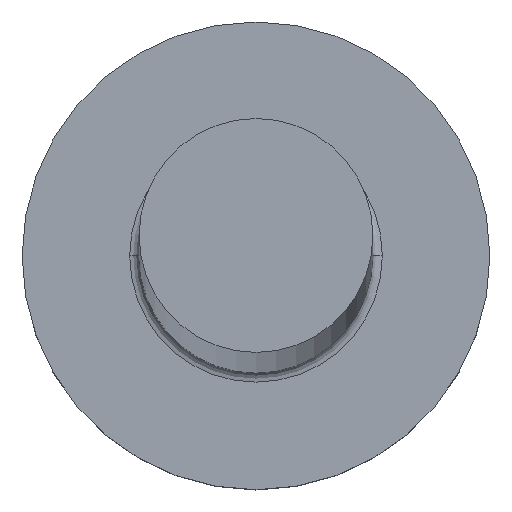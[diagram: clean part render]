
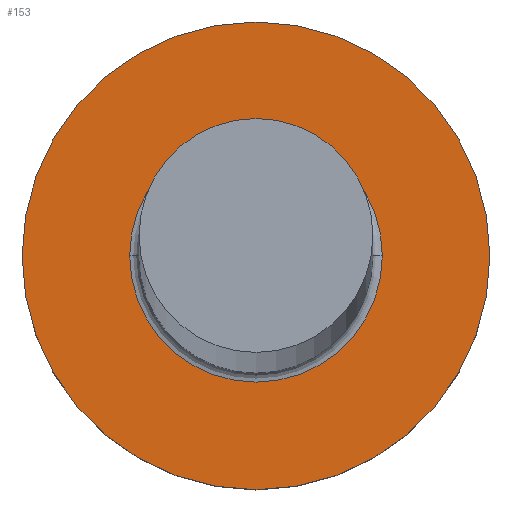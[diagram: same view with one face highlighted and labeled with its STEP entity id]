
A CAD part, top view. The second image highlights one B-rep face of the part: STEP entity #153.
In plain terms, the highlighted planar face has unit normal (0, 0, 1).
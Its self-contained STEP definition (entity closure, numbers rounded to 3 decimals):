
#12 = CIRCLE ( 'NONE', #43, 5. ) ;
#14 = ORIENTED_EDGE ( 'NONE', *, *, #284, .T. ) ;
#18 = AXIS2_PLACEMENT_3D ( 'NONE', #90, #254, #47 ) ;
#21 = CARTESIAN_POINT ( 'NONE',  ( 0., 0., 3. ) ) ;
#22 = DIRECTION ( 'NONE',  ( 0., 0., -1. ) ) ;
#23 = AXIS2_PLACEMENT_3D ( 'NONE', #208, #89, #235 ) ;
#28 = ORIENTED_EDGE ( 'NONE', *, *, #179, .T. ) ;
#31 = VERTEX_POINT ( 'NONE', #32 ) ;
#32 = CARTESIAN_POINT ( 'NONE',  ( -5., 0., 3. ) ) ;
#38 = ORIENTED_EDGE ( 'NONE', *, *, #126, .T. ) ;
#42 = CARTESIAN_POINT ( 'NONE',  ( 5., 0., 3. ) ) ;
#43 = AXIS2_PLACEMENT_3D ( 'NONE', #21, #114, #304 ) ;
#46 = DIRECTION ( 'NONE',  ( 1., 0., 0. ) ) ;
#47 = DIRECTION ( 'NONE',  ( 1., 0., 0. ) ) ;
#51 = DIRECTION ( 'NONE',  ( 0., 0., 1. ) ) ;
#88 = CARTESIAN_POINT ( 'NONE',  ( 0., 0., 3. ) ) ;
#89 = DIRECTION ( 'NONE',  ( 0., 0., -1. ) ) ;
#90 = CARTESIAN_POINT ( 'NONE',  ( 0., 0., 3. ) ) ;
#95 = CARTESIAN_POINT ( 'NONE',  ( 0., 0., 3. ) ) ;
#108 = EDGE_LOOP ( 'NONE', ( #195, #38 ) ) ;
#110 = CIRCLE ( 'NONE', #184, 5. ) ;
#114 = DIRECTION ( 'NONE',  ( 0., 0., 1. ) ) ;
#122 = VERTEX_POINT ( 'NONE', #276 ) ;
#126 = EDGE_CURVE ( 'NONE', #122, #150, #215, .T. ) ;
#134 = FACE_OUTER_BOUND ( 'NONE', #249, .T. ) ;
#138 = PLANE ( 'NONE',  #18 ) ;
#150 = VERTEX_POINT ( 'NONE', #180 ) ;
#153 = ADVANCED_FACE ( 'NONE', ( #256, #134 ), #138, .T. ) ;
#164 = VERTEX_POINT ( 'NONE', #42 ) ;
#179 = EDGE_CURVE ( 'NONE', #164, #31, #12, .T. ) ;
#180 = CARTESIAN_POINT ( 'NONE',  ( 2.7, 0., 3. ) ) ;
#184 = AXIS2_PLACEMENT_3D ( 'NONE', #95, #51, #187 ) ;
#187 = DIRECTION ( 'NONE',  ( 1., 0., 0. ) ) ;
#195 = ORIENTED_EDGE ( 'NONE', *, *, #197, .T. ) ;
#197 = EDGE_CURVE ( 'NONE', #150, #122, #264, .T. ) ;
#208 = CARTESIAN_POINT ( 'NONE',  ( 0., 0., 3. ) ) ;
#215 = CIRCLE ( 'NONE', #216, 2.7 ) ;
#216 = AXIS2_PLACEMENT_3D ( 'NONE', #88, #22, #46 ) ;
#235 = DIRECTION ( 'NONE',  ( 1., 0., 0. ) ) ;
#249 = EDGE_LOOP ( 'NONE', ( #14, #28 ) ) ;
#254 = DIRECTION ( 'NONE',  ( 0., 0., 1. ) ) ;
#256 = FACE_BOUND ( 'NONE', #108, .T. ) ;
#264 = CIRCLE ( 'NONE', #23, 2.7 ) ;
#276 = CARTESIAN_POINT ( 'NONE',  ( -2.7, 0., 3. ) ) ;
#284 = EDGE_CURVE ( 'NONE', #31, #164, #110, .T. ) ;
#304 = DIRECTION ( 'NONE',  ( 1., 0., 0. ) ) ;
